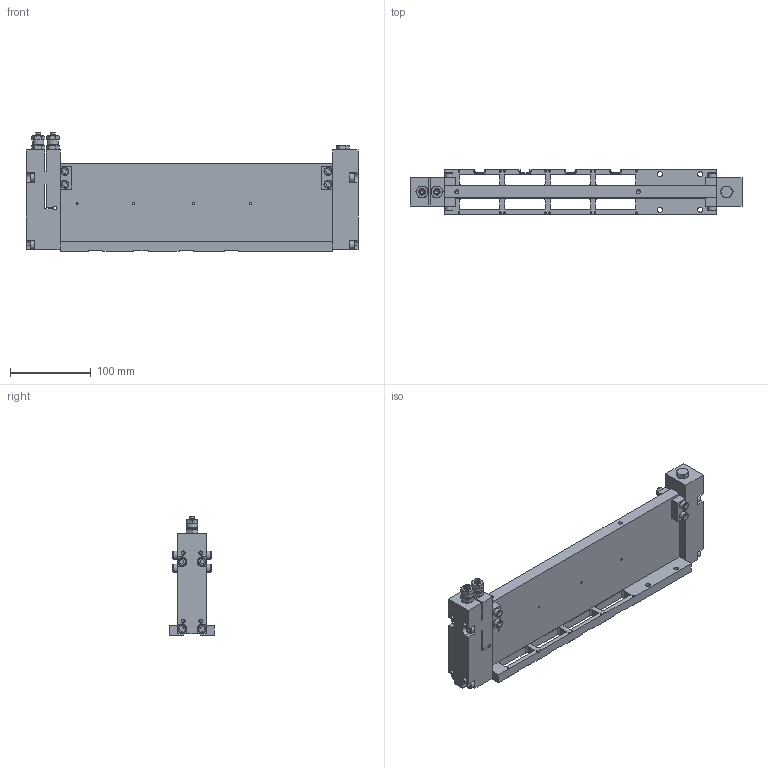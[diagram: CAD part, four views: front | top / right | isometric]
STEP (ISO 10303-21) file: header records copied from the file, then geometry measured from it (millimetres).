
FILE_DESCRIPTION(/* description */ (''),/* implementation_level */ '2;1');
FILE_NAME(/* name */ '171117_FSTP_000_for_stp_reduced_bar.stp',/* time_stamp */ '2017-11-17T14:15:01+01:00',/* author */ (''),/* organization */ (''),/* preprocessor_version */ 'ST-DEVELOPER v16',/* originating_system */ 'SIEMENS PLM Software NX 10.0',/* authorisation */ '');
FILE_SCHEMA (('AP203_CONFIGURATION_CONTROLLED_3D_DESIGN_OF_MECHANICAL_PARTS_AND_ASSEMBLIES_MIM_LF { 1 0 10303 403 2 1 2}'));
Length unit declared in the file: millimetre
Products named in the file (1): zago2C30B50Akb49
Bounding box: 410 x 55 x 146.75 mm (x, y, z)
Volume: 897263.7 mm3; surface area: 239829.5 mm2
Topology: 45 solids, 45 shells, 935 faces, 2212 edges, 1431 vertices
Faces by surface type: plane 505, cylinder 229, cone 171, torus 30
Full cylindrical faces by diameter (mm): 2.2 x16, 2.5 x4, 4 x6, 4.2 x10, 4.826 x6, 5 x30, 5.5 x6, 5.795 x16, 6 x4, 6.2 x12, 7 x8, 7.2 x2, 8.3 x2, 8.5 x6, 9 x4, 10 x22, 10.2 x2, 10.6 x4, 11 x5, 11.8 x3, 12 x2, 12.3 x3, 13.8 x2, 15.4 x4, 24 x1
Entity records: 25198 total; most frequent: CARTESIAN_POINT 4534, DIRECTION 4182, ORIENTED_EDGE 3582, EDGE_CURVE 1791, AXIS2_PLACEMENT_3D 1578, EDGE_LOOP 1458, VERTEX_POINT 1346, LINE 1026
